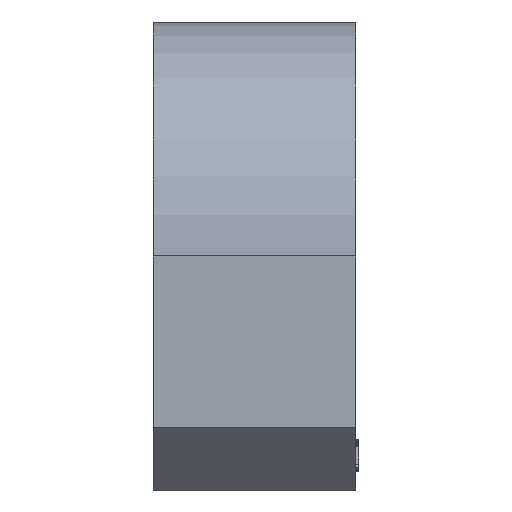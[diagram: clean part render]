
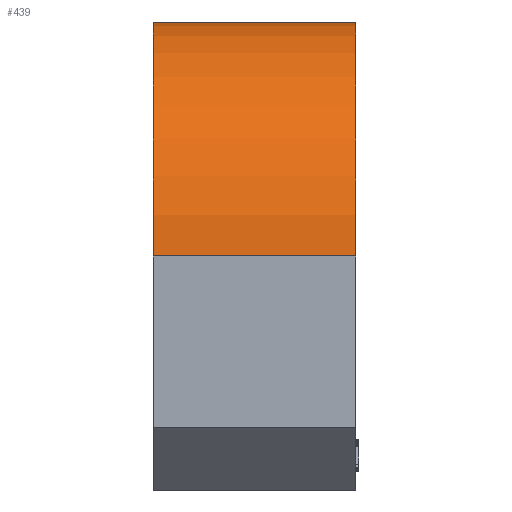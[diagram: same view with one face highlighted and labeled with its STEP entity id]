
A CAD part, left-side view. The second image highlights one B-rep face of the part: STEP entity #439.
In plain terms, the highlighted cylindrical face has radius 75 mm (diameter 150 mm), a partial arc.
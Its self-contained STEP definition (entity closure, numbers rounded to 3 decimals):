
#439=ADVANCED_FACE('',(#2681),#2683,.T.);
#2681=FACE_BOUND('',#2682,.T.);
#2682=EDGE_LOOP('',(#4629,#4630,#4631,#4632));
#2683=CYLINDRICAL_SURFACE('',#2684,75.);
#2684=AXIS2_PLACEMENT_3D('',#2685,#2686,#2687);
#2685=CARTESIAN_POINT('',(-166.5,0.,75.));
#2686=DIRECTION('',(0.,1.,0.));
#2687=DIRECTION('',(-1.,0.,0.));
#4629=ORIENTED_EDGE('',*,*,#5726,.T.);
#4630=ORIENTED_EDGE('',*,*,#5858,.T.);
#4631=ORIENTED_EDGE('',*,*,#5704,.F.);
#4632=ORIENTED_EDGE('',*,*,#5857,.F.);
#5704=EDGE_CURVE('',#6348,#6350,#6351,.T.);
#5726=EDGE_CURVE('',#6393,#6391,#6394,.T.);
#5857=EDGE_CURVE('',#6393,#6348,#6648,.T.);
#5858=EDGE_CURVE('',#6391,#6350,#6649,.T.);
#6348=VERTEX_POINT('',#7441);
#6350=VERTEX_POINT('',#7445);
#6351=CIRCLE('',#7446,75.);
#6391=VERTEX_POINT('',#7534);
#6393=VERTEX_POINT('',#7538);
#6394=CIRCLE('',#7539,75.);
#6648=LINE('',#8145,#8146);
#6649=LINE('',#8148,#8149);
#7441=CARTESIAN_POINT('',(-241.5,65.,75.));
#7445=CARTESIAN_POINT('',(-166.5,65.,150.));
#7446=AXIS2_PLACEMENT_3D('',#7447,#7448,#7449);
#7447=CARTESIAN_POINT('',(-166.5,65.,75.));
#7448=DIRECTION('',(-0.,1.,0.));
#7449=DIRECTION('',(-1.,0.,0.));
#7534=CARTESIAN_POINT('',(-166.5,0.,150.));
#7538=CARTESIAN_POINT('',(-241.5,0.,75.));
#7539=AXIS2_PLACEMENT_3D('',#7540,#7541,#7542);
#7540=CARTESIAN_POINT('',(-166.5,0.,75.));
#7541=DIRECTION('',(-0.,1.,0.));
#7542=DIRECTION('',(-1.,0.,0.));
#8145=CARTESIAN_POINT('',(-241.5,0.,75.));
#8146=VECTOR('',#8147,1.);
#8147=DIRECTION('',(0.,1.,0.));
#8148=CARTESIAN_POINT('',(-166.5,0.,150.));
#8149=VECTOR('',#8150,1.);
#8150=DIRECTION('',(0.,1.,0.));
